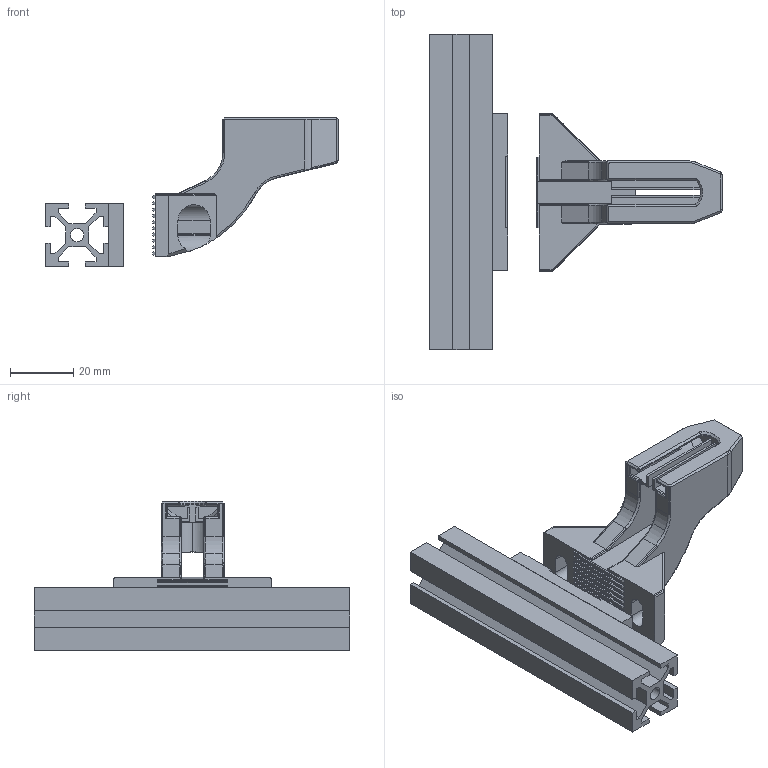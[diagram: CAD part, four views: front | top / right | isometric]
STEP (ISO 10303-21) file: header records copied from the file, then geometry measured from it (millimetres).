
FILE_DESCRIPTION(('STEP AP214'),'1');
FILE_NAME('Voron_Adjustable_Bed_DockV2_Beta.stp','2022-06-29T20:28:35',(' '),(' '),'Spatial InterOp 3D',' ',' ');
FILE_SCHEMA(('automotive_design'));
Length unit declared in the file: inch
Products named in the file (5): 1; 2; 3; 4; 5
Bounding box: 92.94 x 100 x 47.35 mm (x, y, z)
Volume: 44146.9 mm3; surface area: 32381.4 mm2
Topology: 5 solids, 5 shells, 458 faces, 1240 edges, 799 vertices
Faces by surface type: plane 294, cylinder 128, cone 22, torus 8, sphere 5, bspline 1
Entity records: 18213 total; most frequent: CARTESIAN_POINT 2792, ORIENTED_EDGE 2468, DIRECTION 2391, EDGE_CURVE 1234, LINE 905, VECTOR 905, VERTEX_POINT 799, AXIS2_PLACEMENT_3D 743
